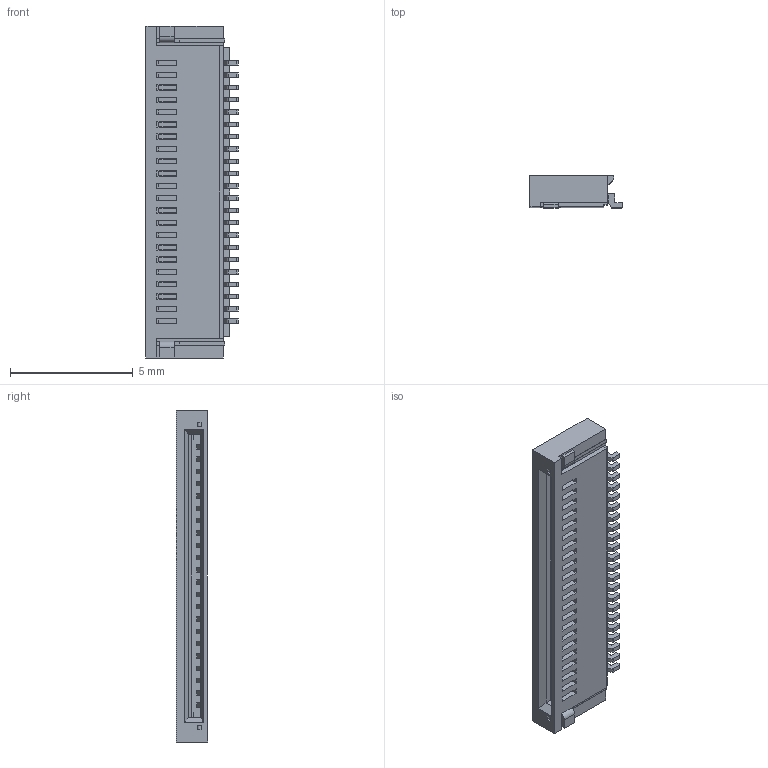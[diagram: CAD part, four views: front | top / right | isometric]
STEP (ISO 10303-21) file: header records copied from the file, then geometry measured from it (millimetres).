
FILE_DESCRIPTION((''),'2;1');
FILE_NAME('P10051922_2210ELF','2011-06-23T',('Reswaram'),('FCI - ELX Division'),'PRO/ENGINEER BY PARAMETRIC TECHNOLOGY CORPORATION, 2008010','PRO/ENGINEER BY PARAMETRIC TECHNOLOGY CORPORATION, 2008010','');
FILE_SCHEMA(('CONFIG_CONTROL_DESIGN'));
Length unit declared in the file: millimetre
Products named in the file (1): P10051922_2210ELF
Bounding box: 3.75 x 1.3 x 13.5 mm (x, y, z)
Volume: 39.2 mm3; surface area: 251.2 mm2
Topology: 1 solids, 1 shells, 834 faces, 2499 edges, 1630 vertices
Faces by surface type: plane 652, cylinder 182
Entity records: 27975 total; most frequent: ORIENTED_EDGE 4998, CARTESIAN_POINT 4963, DIRECTION 4533, EDGE_CURVE 2499, VECTOR 2133, LINE 2133, VERTEX_POINT 1630, AXIS2_PLACEMENT_3D 1200
